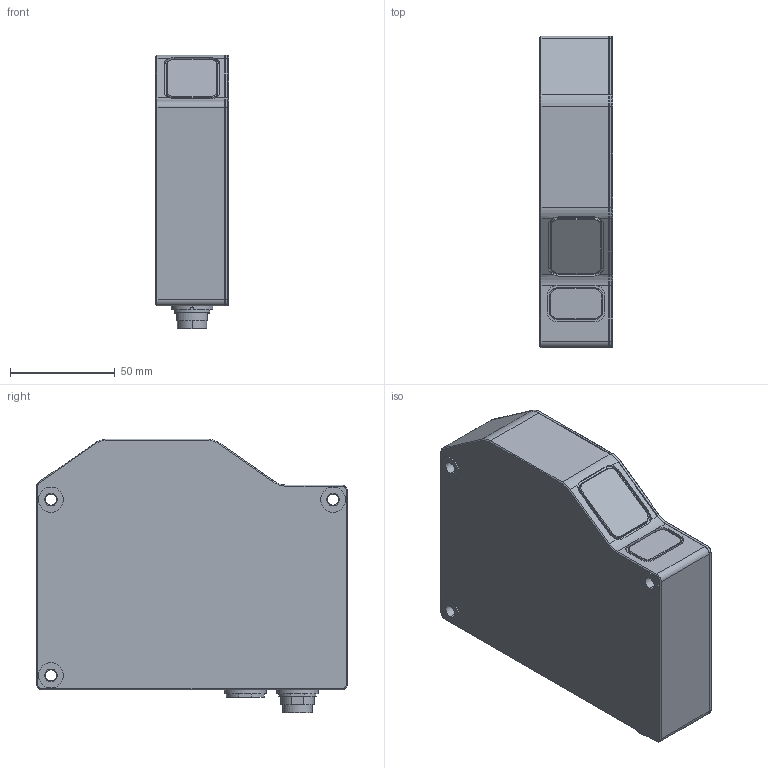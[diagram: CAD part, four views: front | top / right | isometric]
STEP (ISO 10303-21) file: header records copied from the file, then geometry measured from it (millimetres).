
FILE_DESCRIPTION((''),'2;1');
FILE_NAME('213088_ASM','2019-09-11T14:33:10',('pdmadmin'),('BANNER ENGINEERING'),'CREO PARAMETRIC BY PTC INC, 2018300','CREO PARAMETRIC BY PTC INC, 2018300','');
FILE_SCHEMA(('CONFIG_CONTROL_DESIGN'));
Products named in the file (2): LPM300_301-65NIX485RXQ; 213088_ASM
Assembly tree (1 placements, depth 2):
  213088_ASM
    LPM300_301-65NIX485RXQ
Bounding box: 35 x 149 x 131 mm (x, y, z)
Volume: 570814.2 mm3; surface area: 56730.8 mm2
Topology: 1 solids, 1 shells, 1234 faces, 3184 edges, 2015 vertices
Faces by surface type: plane 699, cylinder 260, bspline 171, cone 76, sphere 28
Entity records: 48682 total; most frequent: CARTESIAN_POINT 19558, ORIENTED_EDGE 6226, DIRECTION 5568, EDGE_CURVE 3113, VECTOR 2052, LINE 2052, VERTEX_POINT 2015, AXIS2_PLACEMENT_3D 1758
